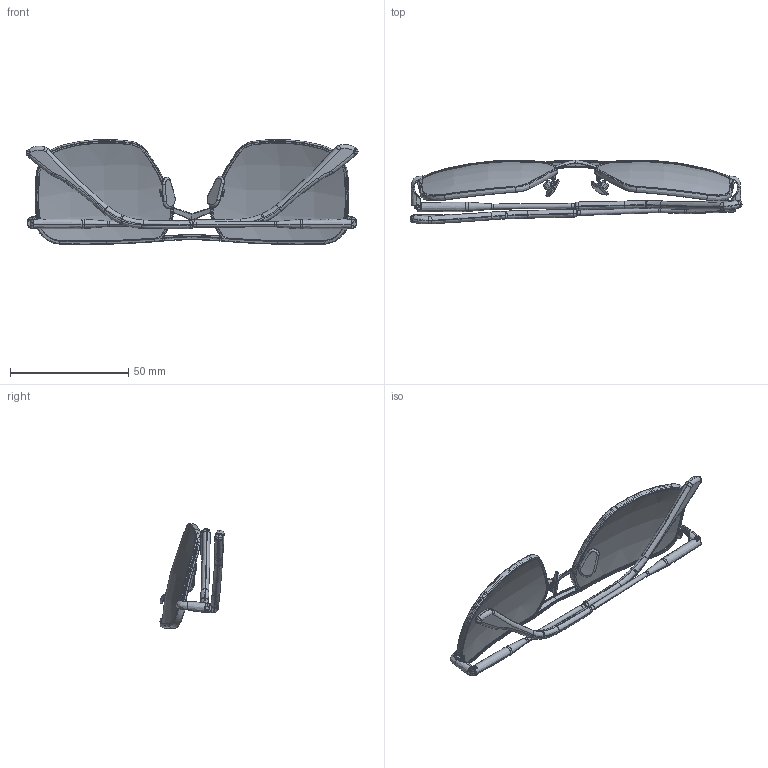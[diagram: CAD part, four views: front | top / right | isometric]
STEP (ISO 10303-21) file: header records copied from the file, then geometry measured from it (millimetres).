
FILE_DESCRIPTION(('FreeCAD Model'),'2;1');
FILE_NAME('Open CASCADE Shape Model','2025-04-29T11:21:27',('FreeCAD'),( 'FreeCAD'),'Open CASCADE STEP processor 7.6','FreeCAD','Unknown');
FILE_SCHEMA(('AUTOMOTIVE_DESIGN { 1 0 10303 214 1 1 1 1 }'));
Products named in the file (1): Open CASCADE STEP translator 7.6 1
Bounding box: 140.54 x 27.15 x 44.42 mm (x, y, z)
Volume: 11411.2 mm3; surface area: 19786.9 mm2
Topology: 24 solids, 24 shells, 3056 faces, 7038 edges, 3930 vertices
Faces by surface type: bspline 3056
Entity records: 189072 total; most frequent: CARTESIAN_POINT 149972, ORIENTED_EDGE 13816, EDGE_CURVE 6908, B_SPLINE_CURVE_WITH_KNOTS 4135, VERTEX_POINT 3930, FACE_BOUND 3128, EDGE_LOOP 3128, ADVANCED_FACE 3056
